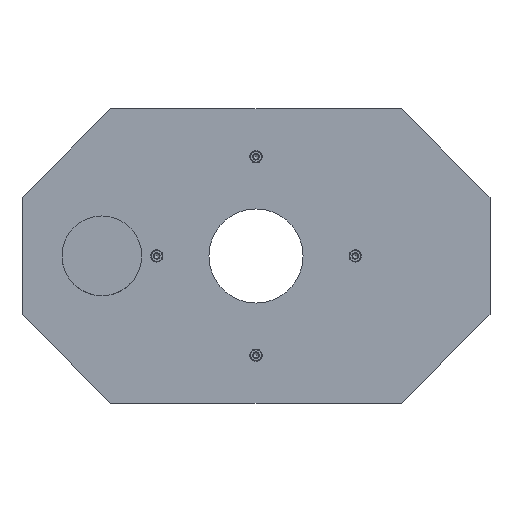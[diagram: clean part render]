
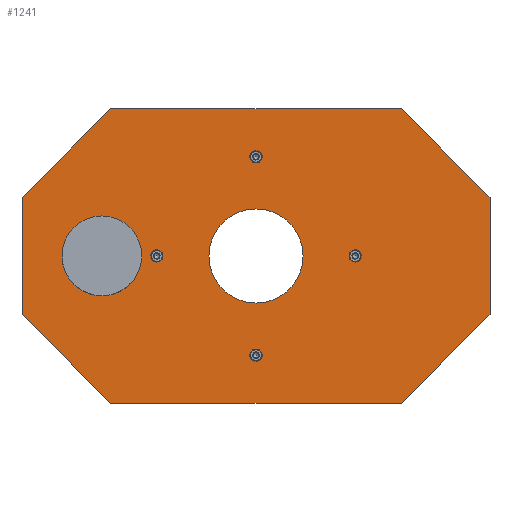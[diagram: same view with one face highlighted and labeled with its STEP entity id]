
A CAD part, top view. The second image highlights one B-rep face of the part: STEP entity #1241.
In plain terms, the highlighted planar face has unit normal (0, 0, 1).
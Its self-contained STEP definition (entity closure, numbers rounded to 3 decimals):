
#343=LINE('',#7052,#587);
#347=LINE('',#7061,#591);
#351=LINE('',#7070,#595);
#357=LINE('',#7084,#601);
#363=LINE('',#7134,#607);
#364=LINE('',#7135,#608);
#365=LINE('',#7136,#609);
#366=LINE('',#7137,#610);
#587=VECTOR('',#5617,1.);
#591=VECTOR('',#5623,1.);
#595=VECTOR('',#5629,1.);
#601=VECTOR('',#5637,1.);
#607=VECTOR('',#5689,1.);
#608=VECTOR('',#5690,1.);
#609=VECTOR('',#5691,1.);
#610=VECTOR('',#5692,1.);
#1241=ADVANCED_FACE('',(#1698,#1699,#1700,#1701,#1702,#1703,#1704,#1705,
#1706,#1707,#1708),#1475,.T.);
#1475=PLANE('',#4692);
#1698=FACE_BOUND('',#2076,.T.);
#1699=FACE_BOUND('',#2077,.T.);
#1700=FACE_BOUND('',#2078,.T.);
#1701=FACE_BOUND('',#2079,.T.);
#1702=FACE_BOUND('',#2080,.T.);
#1703=FACE_BOUND('',#2081,.T.);
#1704=FACE_BOUND('',#2082,.T.);
#1705=FACE_BOUND('',#2083,.T.);
#1706=FACE_BOUND('',#2084,.T.);
#1707=FACE_BOUND('',#2085,.T.);
#1708=FACE_BOUND('',#2086,.T.);
#2076=EDGE_LOOP('',(#2861));
#2077=EDGE_LOOP('',(#2862));
#2078=EDGE_LOOP('',(#2863));
#2079=EDGE_LOOP('',(#2864));
#2080=EDGE_LOOP('',(#2865));
#2081=EDGE_LOOP('',(#2866));
#2082=EDGE_LOOP('',(#2867));
#2083=EDGE_LOOP('',(#2868));
#2084=EDGE_LOOP('',(#2869));
#2085=EDGE_LOOP('',(#2870,#2871,#2872,#2873,#2874,#2875,#2876,#2877));
#2086=EDGE_LOOP('',(#2878));
#2861=ORIENTED_EDGE('',*,*,#3949,.F.);
#2862=ORIENTED_EDGE('',*,*,#3950,.F.);
#2863=ORIENTED_EDGE('',*,*,#3951,.F.);
#2864=ORIENTED_EDGE('',*,*,#3952,.F.);
#2865=ORIENTED_EDGE('',*,*,#3953,.F.);
#2866=ORIENTED_EDGE('',*,*,#3954,.F.);
#2867=ORIENTED_EDGE('',*,*,#3955,.F.);
#2868=ORIENTED_EDGE('',*,*,#3956,.F.);
#2869=ORIENTED_EDGE('',*,*,#3957,.F.);
#2870=ORIENTED_EDGE('',*,*,#3932,.T.);
#2871=ORIENTED_EDGE('',*,*,#3958,.T.);
#2872=ORIENTED_EDGE('',*,*,#3918,.T.);
#2873=ORIENTED_EDGE('',*,*,#3959,.T.);
#2874=ORIENTED_EDGE('',*,*,#3922,.T.);
#2875=ORIENTED_EDGE('',*,*,#3960,.T.);
#2876=ORIENTED_EDGE('',*,*,#3926,.T.);
#2877=ORIENTED_EDGE('',*,*,#3961,.T.);
#2878=ORIENTED_EDGE('',*,*,#3935,.T.);
#3475=VERTEX_POINT('',#7053);
#3476=VERTEX_POINT('',#7054);
#3479=VERTEX_POINT('',#7062);
#3480=VERTEX_POINT('',#7063);
#3483=VERTEX_POINT('',#7071);
#3484=VERTEX_POINT('',#7072);
#3489=VERTEX_POINT('',#7083);
#3490=VERTEX_POINT('',#7085);
#3492=VERTEX_POINT('',#7091);
#3502=VERTEX_POINT('',#7117);
#3503=VERTEX_POINT('',#7119);
#3504=VERTEX_POINT('',#7121);
#3505=VERTEX_POINT('',#7123);
#3506=VERTEX_POINT('',#7125);
#3507=VERTEX_POINT('',#7127);
#3508=VERTEX_POINT('',#7129);
#3509=VERTEX_POINT('',#7131);
#3510=VERTEX_POINT('',#7133);
#3918=EDGE_CURVE('',#3475,#3476,#343,.T.);
#3922=EDGE_CURVE('',#3479,#3480,#347,.T.);
#3926=EDGE_CURVE('',#3483,#3484,#351,.T.);
#3932=EDGE_CURVE('',#3490,#3489,#357,.T.);
#3935=EDGE_CURVE('',#3492,#3492,#4275,.T.);
#3949=EDGE_CURVE('',#3502,#3502,#4285,.T.);
#3950=EDGE_CURVE('',#3503,#3503,#4286,.T.);
#3951=EDGE_CURVE('',#3504,#3504,#4287,.T.);
#3952=EDGE_CURVE('',#3505,#3505,#4288,.T.);
#3953=EDGE_CURVE('',#3506,#3506,#4289,.T.);
#3954=EDGE_CURVE('',#3507,#3507,#4290,.T.);
#3955=EDGE_CURVE('',#3508,#3508,#4291,.T.);
#3956=EDGE_CURVE('',#3509,#3509,#4292,.T.);
#3957=EDGE_CURVE('',#3510,#3510,#4293,.T.);
#3958=EDGE_CURVE('',#3489,#3475,#363,.T.);
#3959=EDGE_CURVE('',#3476,#3479,#364,.T.);
#3960=EDGE_CURVE('',#3480,#3483,#365,.T.);
#3961=EDGE_CURVE('',#3484,#3490,#366,.T.);
#4275=CIRCLE('',#4671,21.25);
#4285=CIRCLE('',#4683,1.5);
#4286=CIRCLE('',#4684,1.5);
#4287=CIRCLE('',#4685,1.5);
#4288=CIRCLE('',#4686,1.5);
#4289=CIRCLE('',#4687,11.1);
#4290=CIRCLE('',#4688,1.5);
#4291=CIRCLE('',#4689,1.5);
#4292=CIRCLE('',#4690,1.5);
#4293=CIRCLE('',#4691,1.5);
#4671=AXIS2_PLACEMENT_3D('',#7090,#5643,#5644);
#4683=AXIS2_PLACEMENT_3D('',#7116,#5671,#5672);
#4684=AXIS2_PLACEMENT_3D('',#7118,#5673,#5674);
#4685=AXIS2_PLACEMENT_3D('',#7120,#5675,#5676);
#4686=AXIS2_PLACEMENT_3D('',#7122,#5677,#5678);
#4687=AXIS2_PLACEMENT_3D('',#7124,#5679,#5680);
#4688=AXIS2_PLACEMENT_3D('',#7126,#5681,#5682);
#4689=AXIS2_PLACEMENT_3D('',#7128,#5683,#5684);
#4690=AXIS2_PLACEMENT_3D('',#7130,#5685,#5686);
#4691=AXIS2_PLACEMENT_3D('',#7132,#5687,#5688);
#4692=AXIS2_PLACEMENT_3D('',#7138,#5693,#5694);
#5617=DIRECTION('',(0.,-1.,0.));
#5623=DIRECTION('',(1.,0.,0.));
#5629=DIRECTION('',(0.,1.,0.));
#5637=DIRECTION('',(-1.,0.,0.));
#5643=DIRECTION('',(0.,0.,-1.));
#5644=DIRECTION('',(1.,0.,0.));
#5671=DIRECTION('',(0.,0.,1.));
#5672=DIRECTION('',(1.,0.,0.));
#5673=DIRECTION('',(0.,0.,1.));
#5674=DIRECTION('',(1.,0.,0.));
#5675=DIRECTION('',(0.,0.,1.));
#5676=DIRECTION('',(1.,0.,0.));
#5677=DIRECTION('',(0.,0.,1.));
#5678=DIRECTION('',(1.,0.,0.));
#5679=DIRECTION('',(0.,0.,1.));
#5680=DIRECTION('',(1.,0.,0.));
#5681=DIRECTION('',(0.,0.,1.));
#5682=DIRECTION('',(1.,0.,0.));
#5683=DIRECTION('',(0.,0.,1.));
#5684=DIRECTION('',(1.,0.,0.));
#5685=DIRECTION('',(0.,0.,1.));
#5686=DIRECTION('',(1.,0.,0.));
#5687=DIRECTION('',(0.,0.,1.));
#5688=DIRECTION('',(1.,0.,0.));
#5689=DIRECTION('',(-0.707,-0.707,0.));
#5690=DIRECTION('',(0.707,-0.707,0.));
#5691=DIRECTION('',(0.707,0.707,0.));
#5692=DIRECTION('',(-0.707,0.707,0.));
#5693=DIRECTION('',(0.,0.,1.));
#5694=DIRECTION('',(1.,0.,0.));
#7052=CARTESIAN_POINT('',(-105.611,66.472,5.));
#7053=CARTESIAN_POINT('',(-105.611,26.472,5.));
#7054=CARTESIAN_POINT('',(-105.611,-26.472,5.));
#7061=CARTESIAN_POINT('',(-105.611,-66.472,5.));
#7062=CARTESIAN_POINT('',(-65.611,-66.472,5.));
#7063=CARTESIAN_POINT('',(65.611,-66.472,5.));
#7070=CARTESIAN_POINT('',(105.611,-66.472,5.));
#7071=CARTESIAN_POINT('',(105.611,-26.472,5.));
#7072=CARTESIAN_POINT('',(105.611,26.472,5.));
#7083=CARTESIAN_POINT('',(-65.611,66.472,5.));
#7084=CARTESIAN_POINT('',(105.611,66.472,5.));
#7085=CARTESIAN_POINT('',(65.611,66.472,5.));
#7090=CARTESIAN_POINT('',(0.,0.,5.));
#7091=CARTESIAN_POINT('',(21.25,0.,5.));
#7116=CARTESIAN_POINT('',(-79.399,-9.899,5.));
#7117=CARTESIAN_POINT('',(-77.899,-9.899,5.));
#7118=CARTESIAN_POINT('',(-79.399,9.899,5.));
#7119=CARTESIAN_POINT('',(-77.899,9.899,5.));
#7120=CARTESIAN_POINT('',(-59.601,9.899,5.));
#7121=CARTESIAN_POINT('',(-58.101,9.899,5.));
#7122=CARTESIAN_POINT('',(-59.601,-9.899,5.));
#7123=CARTESIAN_POINT('',(-58.101,-9.899,5.));
#7124=CARTESIAN_POINT('',(-69.5,0.,5.));
#7125=CARTESIAN_POINT('',(-58.4,0.,5.));
#7126=CARTESIAN_POINT('',(-44.75,0.,5.));
#7127=CARTESIAN_POINT('',(-43.25,0.,5.));
#7128=CARTESIAN_POINT('',(0.,44.75,5.));
#7129=CARTESIAN_POINT('',(1.5,44.75,5.));
#7130=CARTESIAN_POINT('',(44.75,0.,5.));
#7131=CARTESIAN_POINT('',(46.25,0.,5.));
#7132=CARTESIAN_POINT('',(0.,-44.75,5.));
#7133=CARTESIAN_POINT('',(1.5,-44.75,5.));
#7134=CARTESIAN_POINT('',(-66.042,66.042,5.));
#7135=CARTESIAN_POINT('',(-66.042,-66.042,5.));
#7136=CARTESIAN_POINT('',(66.042,-66.042,5.));
#7137=CARTESIAN_POINT('',(66.042,66.042,5.));
#7138=CARTESIAN_POINT('',(0.,0.,5.));
